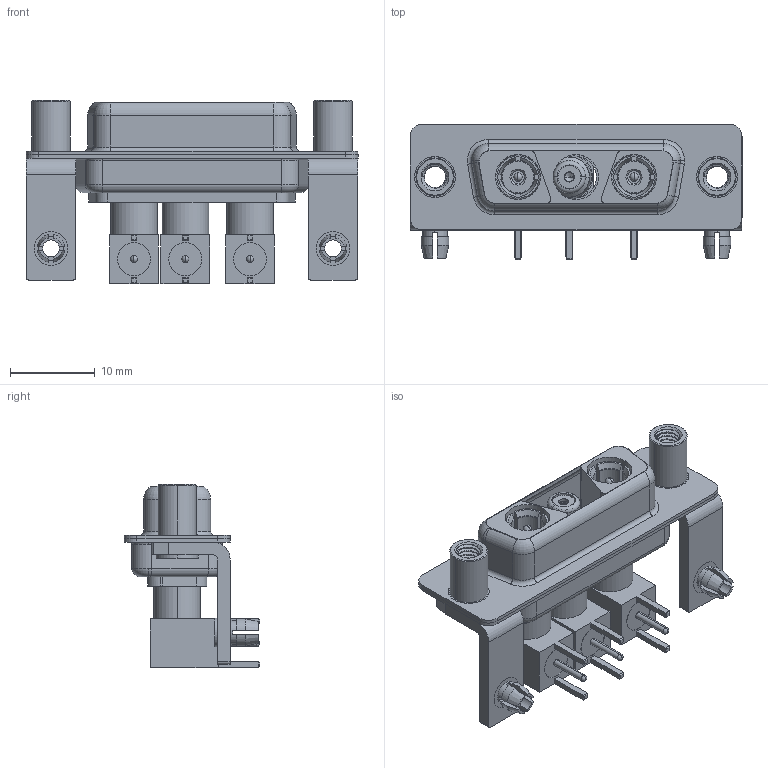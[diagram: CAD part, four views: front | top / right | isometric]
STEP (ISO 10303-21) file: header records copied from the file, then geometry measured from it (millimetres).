
FILE_DESCRIPTION (( 'STEP AP203' ), '1' );
FILE_NAME ('630-3WK3240-7ND.STEP', '2022-05-30T17:49:29', ( '' ), ( '' ), 'SwSTEP 2.0', 'SolidWorks 2020', '' );
FILE_SCHEMA (( 'CONFIG_CONTROL_DESIGN' ));
Length unit declared in the file: millimetre
Products named in the file (20): Insulator Pin_Straight PC Tail; 630Combo Stabilizer Bracket; RA Back Shell; Locking Collar; Socket_RA; 630-3WK3240-7ND; Insulator RA Pin; Insulator Socket; Co-Ax Plug Assy_RA; 630Combo Board Lock; 630Combo Shell Rear_15 Contacts; Co-Ax Plug_RA PC Tail; Co-Ax Jack Assy_RA; Pin_RA; 630Combo Shell Front_15 Contacts; Co-Ax Jack_RA PC Tail; 630Combo Threaded Standoff_D; 630Combo Housing_3WK3; Insulator Socket 2
Assembly tree (31 placements, depth 3):
  630-3WK3240-7ND
    630Combo Housing_3WK3
    630Combo Shell Front_15 Contacts
    630Combo Shell Rear_15 Contacts
    630Combo Stabilizer Bracket  x2
    630Combo Board Lock  x2
    630Combo Threaded Standoff_D  x2
    Co-Ax Plug Assy_RA
      Co-Ax Plug_RA PC Tail
      Insulator Pin_Straight PC Tail
      Pin_RA
      Locking Collar
      RA Back Shell
      Insulator RA Pin
    Co-Ax Plug Assy_RA
      Co-Ax Plug_RA PC Tail
      Insulator Pin_Straight PC Tail
      Pin_RA
      Locking Collar
      RA Back Shell
      Insulator RA Pin
    Co-Ax Jack Assy_RA
      Co-Ax Jack_RA PC Tail
      Insulator Socket
      Insulator Socket 2
      Locking Collar
      Socket_RA
      RA Back Shell
      Insulator RA Pin
Bounding box: 39.2 x 16 x 21.61 mm (x, y, z)
Volume: 3394.3 mm3; surface area: 8913.9 mm2
Topology: 28 solids, 28 shells, 967 faces, 2373 edges, 1498 vertices
Faces by surface type: cylinder 443, plane 333, cone 97, torus 75, sphere 10, bspline 9
Entity records: 23206 total; most frequent: CARTESIAN_POINT 5941, DIRECTION 3315, ORIENTED_EDGE 2986, EDGE_CURVE 1493, AXIS2_PLACEMENT_3D 1332, VERTEX_POINT 949, EDGE_LOOP 702, CIRCLE 680
